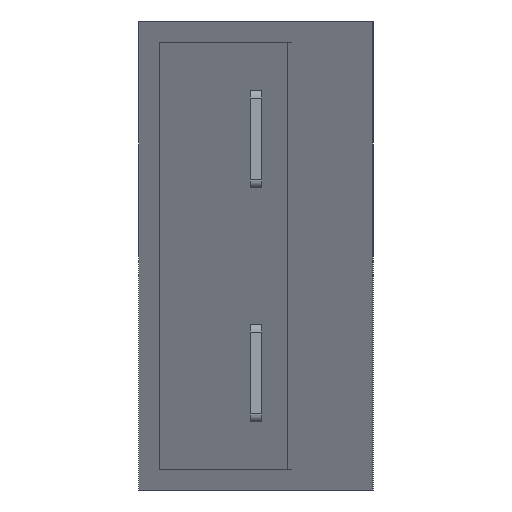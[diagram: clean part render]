
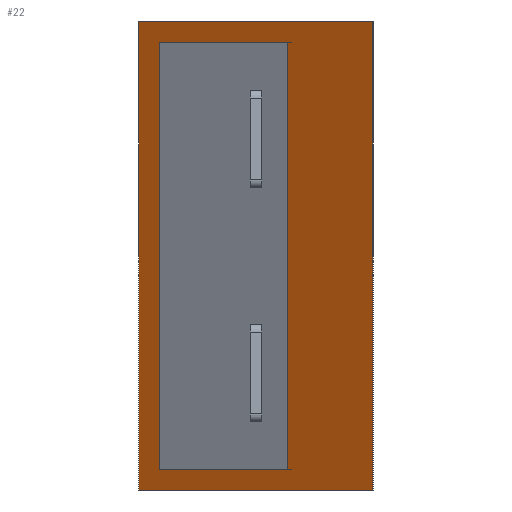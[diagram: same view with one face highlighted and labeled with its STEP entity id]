
A CAD part, left-side view. The second image highlights one B-rep face of the part: STEP entity #22.
In plain terms, the highlighted planar face has unit normal (-0.832, 0.555, 0).
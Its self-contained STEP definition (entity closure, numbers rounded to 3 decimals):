
#2 = VECTOR ( 'NONE', #1046, 1000. ) ;
#22 = ADVANCED_FACE ( 'NONE', ( #987, #1014 ), #915, .T. ) ;
#60 = EDGE_LOOP ( 'NONE', ( #131, #194, #879, #991 ) ) ;
#76 = ORIENTED_EDGE ( 'NONE', *, *, #382, .T. ) ;
#81 = ORIENTED_EDGE ( 'NONE', *, *, #334, .T. ) ;
#84 = ORIENTED_EDGE ( 'NONE', *, *, #552, .F. ) ;
#87 = CARTESIAN_POINT ( 'NONE',  ( -147.5, 30., -30. ) ) ;
#92 = EDGE_LOOP ( 'NONE', ( #84, #93, #81, #76 ) ) ;
#93 = ORIENTED_EDGE ( 'NONE', *, *, #418, .F. ) ;
#113 = VECTOR ( 'NONE', #743, 1000. ) ;
#131 = ORIENTED_EDGE ( 'NONE', *, *, #642, .F. ) ;
#163 = VERTEX_POINT ( 'NONE', #87 ) ;
#192 = VERTEX_POINT ( 'NONE', #1022 ) ;
#194 = ORIENTED_EDGE ( 'NONE', *, *, #444, .F. ) ;
#198 = CARTESIAN_POINT ( 'NONE',  ( -149.233, 27.4, 27.4 ) ) ;
#214 = LINE ( 'NONE', #606, #759 ) ;
#240 = CARTESIAN_POINT ( 'NONE',  ( -147.5, 30., 30. ) ) ;
#250 = CARTESIAN_POINT ( 'NONE',  ( -147.5, 30., -30. ) ) ;
#258 = VERTEX_POINT ( 'NONE', #844 ) ;
#266 = VERTEX_POINT ( 'NONE', #365 ) ;
#301 = VERTEX_POINT ( 'NONE', #483 ) ;
#325 = VERTEX_POINT ( 'NONE', #882 ) ;
#334 = EDGE_CURVE ( 'NONE', #266, #388, #1031, .T. ) ;
#343 = VERTEX_POINT ( 'NONE', #685 ) ;
#365 = CARTESIAN_POINT ( 'NONE',  ( -149.233, 27.4, -27.4 ) ) ;
#382 = EDGE_CURVE ( 'NONE', #388, #343, #945, .T. ) ;
#388 = VERTEX_POINT ( 'NONE', #955 ) ;
#418 = EDGE_CURVE ( 'NONE', #266, #258, #767, .T. ) ;
#429 = DIRECTION ( 'NONE',  ( 0., 0., 1. ) ) ;
#444 = EDGE_CURVE ( 'NONE', #163, #192, #1085, .T. ) ;
#463 = CARTESIAN_POINT ( 'NONE',  ( -147.5, 30., -30. ) ) ;
#483 = CARTESIAN_POINT ( 'NONE',  ( -167.5, 0., 30. ) ) ;
#487 = EDGE_CURVE ( 'NONE', #325, #301, #851, .T. ) ;
#552 = EDGE_CURVE ( 'NONE', #258, #343, #214, .T. ) ;
#557 = VECTOR ( 'NONE', #1087, 1000. ) ;
#565 = DIRECTION ( 'NONE',  ( -0.555, -0.832, 0. ) ) ;
#606 = CARTESIAN_POINT ( 'NONE',  ( -160.22, 10.921, -27.4 ) ) ;
#642 = EDGE_CURVE ( 'NONE', #192, #301, #691, .T. ) ;
#679 = CARTESIAN_POINT ( 'NONE',  ( -149.233, 27.4, -27.4 ) ) ;
#681 = CARTESIAN_POINT ( 'NONE',  ( -149.233, 27.4, -27.4 ) ) ;
#682 = CARTESIAN_POINT ( 'NONE',  ( -167.5, 0., -30. ) ) ;
#685 = CARTESIAN_POINT ( 'NONE',  ( -160.22, 10.921, 27.4 ) ) ;
#691 = LINE ( 'NONE', #240, #2 ) ;
#714 = DIRECTION ( 'NONE',  ( -0.555, -0.832, 0. ) ) ;
#743 = DIRECTION ( 'NONE',  ( -0.555, -0.832, 0. ) ) ;
#759 = VECTOR ( 'NONE', #1076, 1000. ) ;
#767 = LINE ( 'NONE', #679, #113 ) ;
#809 = VECTOR ( 'NONE', #1092, 1000. ) ;
#814 = CARTESIAN_POINT ( 'NONE',  ( -147.5, 30., -30. ) ) ;
#832 = VECTOR ( 'NONE', #714, 1000. ) ;
#844 = CARTESIAN_POINT ( 'NONE',  ( -160.22, 10.921, -27.4 ) ) ;
#851 = LINE ( 'NONE', #682, #557 ) ;
#879 = ORIENTED_EDGE ( 'NONE', *, *, #941, .T. ) ;
#882 = CARTESIAN_POINT ( 'NONE',  ( -167.5, 0., -30. ) ) ;
#915 = PLANE ( 'NONE',  #1059 ) ;
#941 = EDGE_CURVE ( 'NONE', #163, #325, #1007, .T. ) ;
#945 = LINE ( 'NONE', #198, #809 ) ;
#955 = CARTESIAN_POINT ( 'NONE',  ( -149.233, 27.4, 27.4 ) ) ;
#962 = VECTOR ( 'NONE', #429, 1000. ) ;
#972 = DIRECTION ( 'NONE',  ( -0.832, 0.555, 0. ) ) ;
#987 = FACE_OUTER_BOUND ( 'NONE', #60, .T. ) ;
#991 = ORIENTED_EDGE ( 'NONE', *, *, #487, .T. ) ;
#1007 = LINE ( 'NONE', #250, #832 ) ;
#1012 = DIRECTION ( 'NONE',  ( 0., 0., 1. ) ) ;
#1014 = FACE_BOUND ( 'NONE', #92, .T. ) ;
#1022 = CARTESIAN_POINT ( 'NONE',  ( -147.5, 30., 30. ) ) ;
#1031 = LINE ( 'NONE', #681, #962 ) ;
#1046 = DIRECTION ( 'NONE',  ( -0.555, -0.832, 0. ) ) ;
#1059 = AXIS2_PLACEMENT_3D ( 'NONE', #463, #972, #565 ) ;
#1066 = VECTOR ( 'NONE', #1012, 1000. ) ;
#1076 = DIRECTION ( 'NONE',  ( 0., 0., 1. ) ) ;
#1085 = LINE ( 'NONE', #814, #1066 ) ;
#1087 = DIRECTION ( 'NONE',  ( 0., 0., 1. ) ) ;
#1092 = DIRECTION ( 'NONE',  ( -0.555, -0.832, 0. ) ) ;
